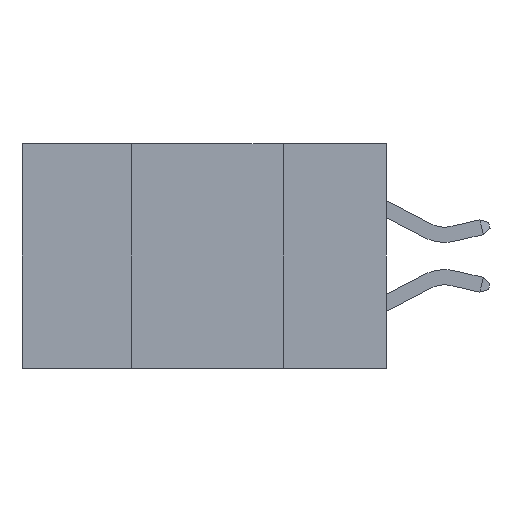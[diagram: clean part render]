
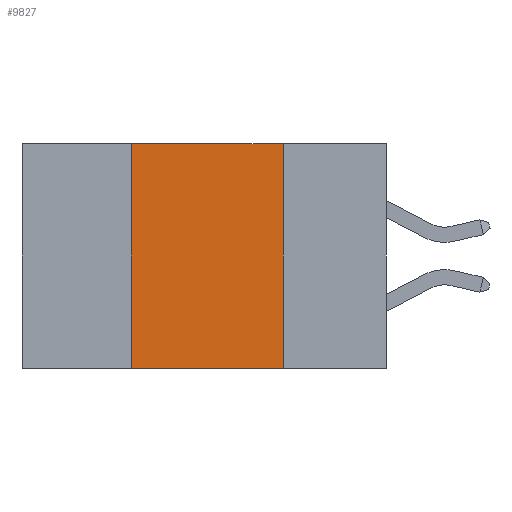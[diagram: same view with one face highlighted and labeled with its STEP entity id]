
A CAD part, left-side view. The second image highlights one B-rep face of the part: STEP entity #9827.
In plain terms, the highlighted planar face has unit normal (-1, 0, 0).
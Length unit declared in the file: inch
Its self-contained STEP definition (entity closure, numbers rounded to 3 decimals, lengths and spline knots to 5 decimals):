
#36 = DIRECTION ( 'NONE',  ( 0., 0., 1. ) ) ;
#408 = DIRECTION ( 'NONE',  ( 0., 0., -1. ) ) ;
#691 = VECTOR ( 'NONE', #408, 39.37008 ) ;
#963 = EDGE_CURVE ( 'NONE', #2027, #10440, #4889, .T. ) ;
#983 = ORIENTED_EDGE ( 'NONE', *, *, #4289, .F. ) ;
#2027 = VERTEX_POINT ( 'NONE', #21740 ) ;
#3931 = LINE ( 'NONE', #20841, #7880 ) ;
#4289 = EDGE_CURVE ( 'NONE', #10440, #14155, #3931, .T. ) ;
#4357 = EDGE_LOOP ( 'NONE', ( #13994, #983, #16613, #16354 ) ) ;
#4498 = CARTESIAN_POINT ( 'NONE',  ( 0., 0.42, 0. ) ) ;
#4889 = LINE ( 'NONE', #5278, #8873 ) ;
#5078 = VECTOR ( 'NONE', #9747, 39.37008 ) ;
#5278 = CARTESIAN_POINT ( 'NONE',  ( 0., 0.42, 0. ) ) ;
#7880 = VECTOR ( 'NONE', #19911, 39.37008 ) ;
#8014 = CARTESIAN_POINT ( 'NONE',  ( 0., 0.6, -0.37 ) ) ;
#8708 = AXIS2_PLACEMENT_3D ( 'NONE', #19873, #21539, #11530 ) ;
#8861 = EDGE_CURVE ( 'NONE', #14155, #12649, #9158, .T. ) ;
#8873 = VECTOR ( 'NONE', #36, 39.37008 ) ;
#9158 = LINE ( 'NONE', #18982, #691 ) ;
#9747 = DIRECTION ( 'NONE',  ( 0., -1., 0. ) ) ;
#9827 = ADVANCED_FACE ( 'NONE', ( #20938 ), #11450, .F. ) ;
#10058 = CARTESIAN_POINT ( 'NONE',  ( 0., 0.17, -0.37 ) ) ;
#10440 = VERTEX_POINT ( 'NONE', #4498 ) ;
#10611 = EDGE_CURVE ( 'NONE', #2027, #12649, #18589, .T. ) ;
#11450 = PLANE ( 'NONE',  #8708 ) ;
#11530 = DIRECTION ( 'NONE',  ( 0., 0., -1. ) ) ;
#12649 = VERTEX_POINT ( 'NONE', #10058 ) ;
#13994 = ORIENTED_EDGE ( 'NONE', *, *, #8861, .F. ) ;
#14155 = VERTEX_POINT ( 'NONE', #16971 ) ;
#16354 = ORIENTED_EDGE ( 'NONE', *, *, #10611, .T. ) ;
#16613 = ORIENTED_EDGE ( 'NONE', *, *, #963, .F. ) ;
#16971 = CARTESIAN_POINT ( 'NONE',  ( 0., 0.17, 0. ) ) ;
#18589 = LINE ( 'NONE', #8014, #5078 ) ;
#18982 = CARTESIAN_POINT ( 'NONE',  ( 0., 0.17, 0. ) ) ;
#19873 = CARTESIAN_POINT ( 'NONE',  ( 0., 0.6, 0. ) ) ;
#19911 = DIRECTION ( 'NONE',  ( 0., -1., 0. ) ) ;
#20841 = CARTESIAN_POINT ( 'NONE',  ( 0., 0.6, 0. ) ) ;
#20938 = FACE_OUTER_BOUND ( 'NONE', #4357, .T. ) ;
#21539 = DIRECTION ( 'NONE',  ( 1., 0., 0. ) ) ;
#21740 = CARTESIAN_POINT ( 'NONE',  ( 0., 0.42, -0.37 ) ) ;
